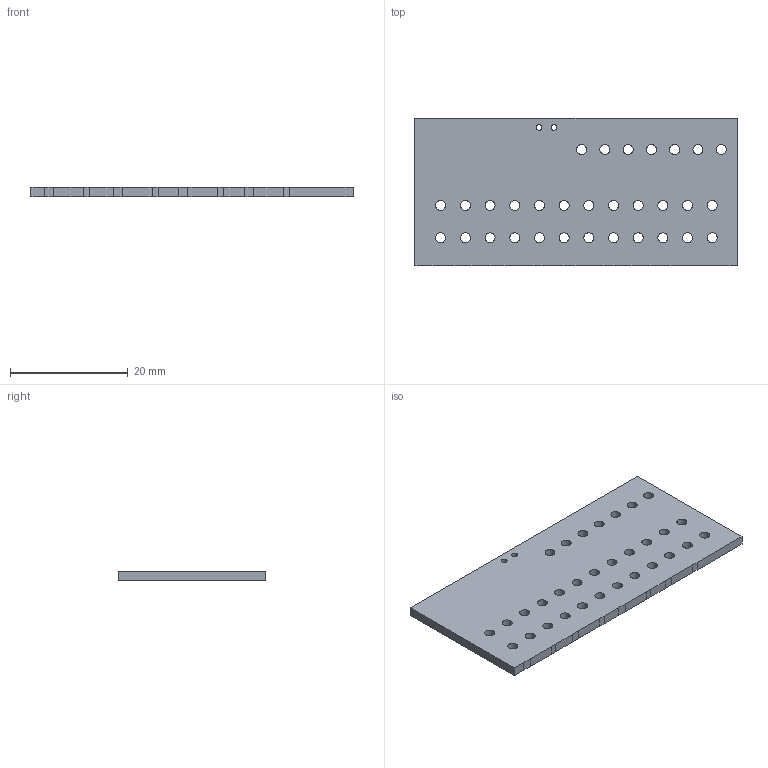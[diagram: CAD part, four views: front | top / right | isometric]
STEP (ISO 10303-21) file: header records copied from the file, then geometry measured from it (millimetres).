
FILE_DESCRIPTION(('KiCad electronic assembly'),'2;1');
FILE_NAME('mactxlc.step','2022-02-20T22:02:03',('Pcbnew'),('Kicad'), 'Open CASCADE STEP processor 7.6','KiCad to STEP converter','Unknown' );
FILE_SCHEMA(('AUTOMOTIVE_DESIGN { 1 0 10303 214 1 1 1 1 }'));
Length unit declared in the file: millimetre
Products named in the file (2): mactxlc 1; mactxlc PCB
Assembly tree (1 placements, depth 2):
  mactxlc 1
    mactxlc PCB
Bounding box: 54.79 x 25.07 x 1.6 mm (x, y, z)
Volume: 2082.2 mm3; surface area: 3133.2 mm2
Topology: 1 solids, 1 shells, 55 faces, 159 edges, 106 vertices
Faces by surface type: cylinder 33, plane 22
Full cylindrical faces by diameter (mm): 1 x2, 1.7 x31
Entity records: 4283 total; most frequent: CARTESIAN_POINT 1036, DIRECTION 591, LINE 345, VECTOR 345, ORIENTED_EDGE 318, PCURVE 318, DEFINITIONAL_REPRESENTATION 318, EDGE_CURVE 159
